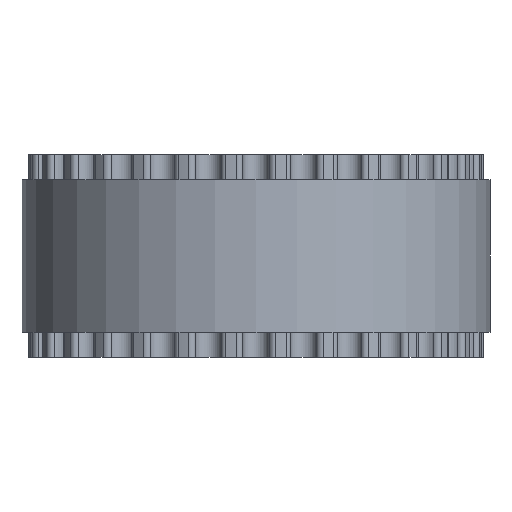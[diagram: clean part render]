
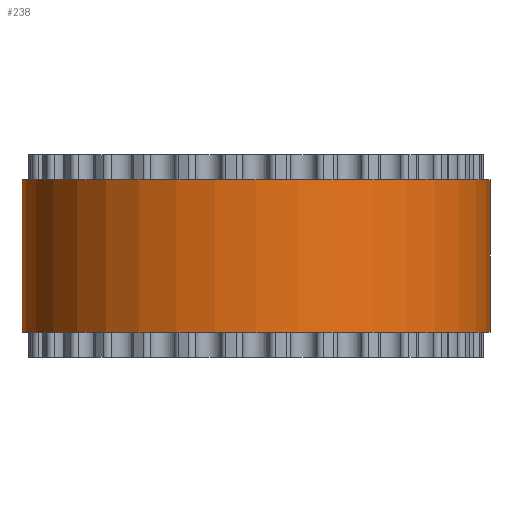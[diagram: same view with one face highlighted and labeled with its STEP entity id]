
A CAD part, front view. The second image highlights one B-rep face of the part: STEP entity #238.
In plain terms, the highlighted cylindrical face has radius 9.231 mm (diameter 18.462 mm), a full revolution.
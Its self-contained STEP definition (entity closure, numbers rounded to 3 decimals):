
#97=FACE_BOUND('',#592,.T.);
#98=FACE_BOUND('',#593,.T.);
#238=ADVANCED_FACE('',(#97,#98),#355,.T.);
#355=CYLINDRICAL_SURFACE('',#2695,9.231);
#592=EDGE_LOOP('',(#1522));
#593=EDGE_LOOP('',(#1523));
#1522=ORIENTED_EDGE('',*,*,#2106,.T.);
#1523=ORIENTED_EDGE('',*,*,#2107,.T.);
#1756=VERTEX_POINT('',#4220);
#1757=VERTEX_POINT('',#4222);
#2106=EDGE_CURVE('',#1756,#1756,#2340,.T.);
#2107=EDGE_CURVE('',#1757,#1757,#2341,.T.);
#2340=CIRCLE('',#2693,9.231);
#2341=CIRCLE('',#2694,9.231);
#2693=AXIS2_PLACEMENT_3D('',#4219,#3514,#3515);
#2694=AXIS2_PLACEMENT_3D('',#4221,#3516,#3517);
#2695=AXIS2_PLACEMENT_3D('',#4223,#3518,#3519);
#3514=DIRECTION('',(0.,0.,1.));
#3515=DIRECTION('',(1.,0.,0.));
#3516=DIRECTION('',(0.,0.,-1.));
#3517=DIRECTION('',(1.,0.,0.));
#3518=DIRECTION('',(0.,0.,1.));
#3519=DIRECTION('',(1.,0.,0.));
#4219=CARTESIAN_POINT('',(0.,0.,1.));
#4220=CARTESIAN_POINT('',(9.231,0.,1.));
#4221=CARTESIAN_POINT('',(0.,0.,7.));
#4222=CARTESIAN_POINT('',(9.231,0.,7.));
#4223=CARTESIAN_POINT('',(0.,0.,1.));
